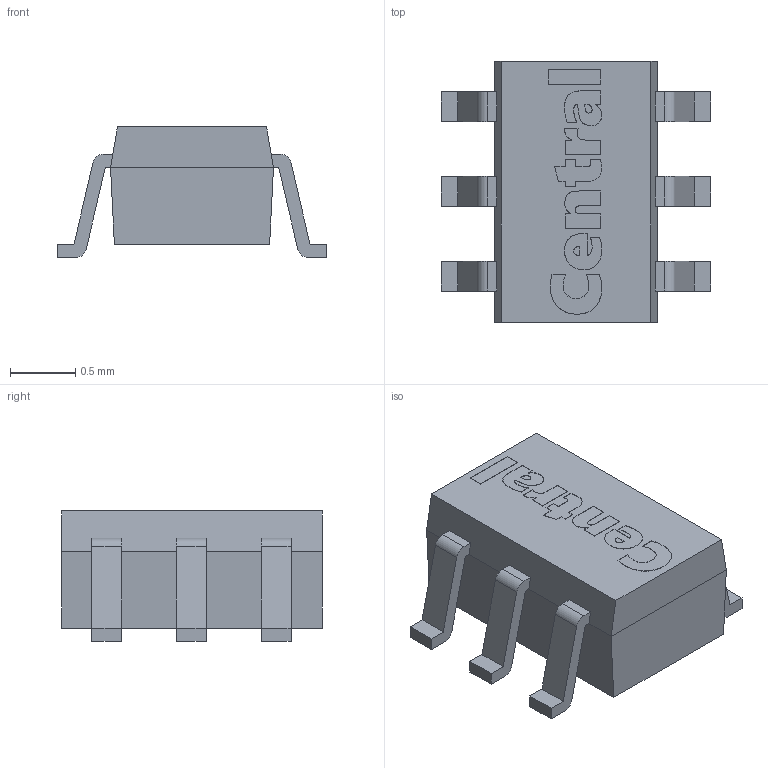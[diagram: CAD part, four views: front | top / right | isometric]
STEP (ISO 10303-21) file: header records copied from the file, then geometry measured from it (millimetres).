
FILE_DESCRIPTION(/* description */ (''),/* implementation_level */ '2;1');
FILE_NAME(/* name */ 'STP00009.step',/* time_stamp */ '2024-06-10T11:18:03-04:00',/* author */ (''),/* organization */ (''),/* preprocessor_version */ 'ST-DEVELOPER v20',/* originating_system */ 'Autodesk Translation Framework v12.14.0.127',/* authorisation */ '');
FILE_SCHEMA (('AUTOMOTIVE_DESIGN { 1 0 10303 214 3 1 1 }'));
Length unit declared in the file: millimetre
Products named in the file (1): STP00009
Bounding box: 2.07 x 2 x 1 mm (x, y, z)
Volume: 2.3 mm3; surface area: 19.5 mm2
Topology: 8 solids, 8 shells, 204 faces, 537 edges, 358 vertices
Faces by surface type: plane 127, bspline 65, cylinder 12
Entity records: 6889 total; most frequent: CARTESIAN_POINT 2205, ORIENTED_EDGE 1074, DIRECTION 711, EDGE_CURVE 537, LINE 383, VECTOR 383, VERTEX_POINT 358, EDGE_LOOP 213
